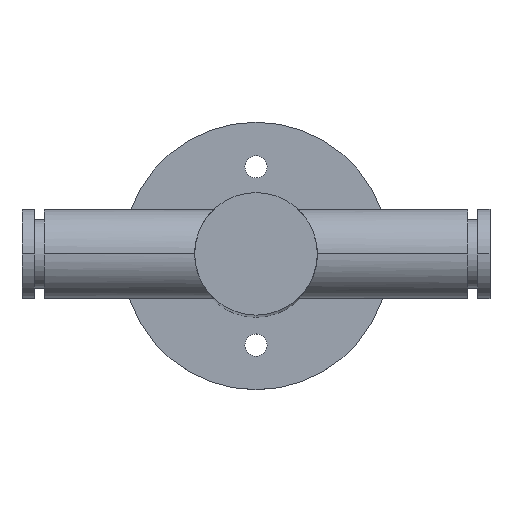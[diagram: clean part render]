
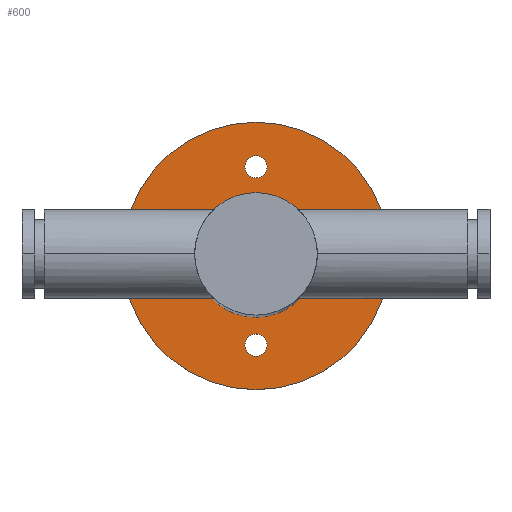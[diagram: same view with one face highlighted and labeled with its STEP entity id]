
A CAD part, top view. The second image highlights one B-rep face of the part: STEP entity #600.
In plain terms, the highlighted planar face has unit normal (0, 0, 1).
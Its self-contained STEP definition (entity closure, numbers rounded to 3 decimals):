
#59=CARTESIAN_POINT('',(0.,0.,2.));
#60=DIRECTION('',(0.,0.,1.));
#61=DIRECTION('',(1.,0.,0.));
#62=AXIS2_PLACEMENT_3D('',#59,#60,#61);
#64=CARTESIAN_POINT('',(0.,0.,2.));
#65=DIRECTION('',(0.,0.,1.));
#66=DIRECTION('',(-1.,0.,0.));
#67=AXIS2_PLACEMENT_3D('',#64,#65,#66);
#69=CARTESIAN_POINT('',(8.,0.,2.));
#70=DIRECTION('',(0.,0.,-1.));
#71=DIRECTION('',(1.,0.,0.));
#72=AXIS2_PLACEMENT_3D('',#69,#70,#71);
#74=CARTESIAN_POINT('',(8.,0.,2.));
#75=DIRECTION('',(0.,0.,-1.));
#76=DIRECTION('',(-1.,0.,0.));
#77=AXIS2_PLACEMENT_3D('',#74,#75,#76);
#79=CARTESIAN_POINT('',(-8.,0.,2.));
#80=DIRECTION('',(0.,0.,-1.));
#81=DIRECTION('',(1.,0.,0.));
#82=AXIS2_PLACEMENT_3D('',#79,#80,#81);
#84=CARTESIAN_POINT('',(-8.,0.,2.));
#85=DIRECTION('',(0.,0.,-1.));
#86=DIRECTION('',(-1.,0.,0.));
#87=AXIS2_PLACEMENT_3D('',#84,#85,#86);
#89=CARTESIAN_POINT('',(0.,8.,2.));
#90=DIRECTION('',(0.,0.,-1.));
#91=DIRECTION('',(1.,0.,0.));
#92=AXIS2_PLACEMENT_3D('',#89,#90,#91);
#94=CARTESIAN_POINT('',(0.,8.,2.));
#95=DIRECTION('',(0.,0.,-1.));
#96=DIRECTION('',(-1.,0.,0.));
#97=AXIS2_PLACEMENT_3D('',#94,#95,#96);
#99=CARTESIAN_POINT('',(0.,-8.,2.));
#100=DIRECTION('',(0.,0.,-1.));
#101=DIRECTION('',(1.,0.,0.));
#102=AXIS2_PLACEMENT_3D('',#99,#100,#101);
#104=CARTESIAN_POINT('',(0.,-8.,2.));
#105=DIRECTION('',(0.,0.,-1.));
#106=DIRECTION('',(-1.,0.,0.));
#107=AXIS2_PLACEMENT_3D('',#104,#105,#106);
#109=CARTESIAN_POINT('',(0.,0.,2.));
#110=DIRECTION('',(0.,0.,1.));
#111=DIRECTION('',(1.,0.,0.));
#112=AXIS2_PLACEMENT_3D('',#109,#110,#111);
#114=CARTESIAN_POINT('',(0.,0.,2.));
#115=DIRECTION('',(0.,0.,1.));
#116=DIRECTION('',(-1.,0.,0.));
#117=AXIS2_PLACEMENT_3D('',#114,#115,#116);
#409=CARTESIAN_POINT('',(12.,0.,2.));
#410=CARTESIAN_POINT('',(-12.,0.,2.));
#411=VERTEX_POINT('',#409);
#412=VERTEX_POINT('',#410);
#417=CARTESIAN_POINT('',(5.5,0.,2.));
#418=CARTESIAN_POINT('',(-5.5,0.,2.));
#419=VERTEX_POINT('',#417);
#420=VERTEX_POINT('',#418);
#481=CARTESIAN_POINT('',(9.,0.,2.));
#482=CARTESIAN_POINT('',(7.,0.,2.));
#483=VERTEX_POINT('',#481);
#484=VERTEX_POINT('',#482);
#485=CARTESIAN_POINT('',(-7.,0.,2.));
#486=CARTESIAN_POINT('',(-9.,0.,2.));
#487=VERTEX_POINT('',#485);
#488=VERTEX_POINT('',#486);
#489=CARTESIAN_POINT('',(1.,8.,2.));
#490=CARTESIAN_POINT('',(-1.,8.,2.));
#491=VERTEX_POINT('',#489);
#492=VERTEX_POINT('',#490);
#493=CARTESIAN_POINT('',(1.,-8.,2.));
#494=CARTESIAN_POINT('',(-1.,-8.,2.));
#495=VERTEX_POINT('',#493);
#496=VERTEX_POINT('',#494);
#561=CARTESIAN_POINT('',(0.,0.,2.));
#562=DIRECTION('',(0.,0.,1.));
#563=DIRECTION('',(1.,0.,0.));
#564=AXIS2_PLACEMENT_3D('',#561,#562,#563);
#565=PLANE('',#564);
#566=ORIENTED_EDGE('',*,*,#541,.F.);
#567=ORIENTED_EDGE('',*,*,#555,.F.);
#568=EDGE_LOOP('',(#566,#567));
#569=FACE_OUTER_BOUND('',#568,.F.);
#571=ORIENTED_EDGE('',*,*,#570,.F.);
#573=ORIENTED_EDGE('',*,*,#572,.F.);
#574=EDGE_LOOP('',(#571,#573));
#575=FACE_BOUND('',#574,.F.);
#577=ORIENTED_EDGE('',*,*,#576,.F.);
#579=ORIENTED_EDGE('',*,*,#578,.F.);
#580=EDGE_LOOP('',(#577,#579));
#581=FACE_BOUND('',#580,.F.);
#583=ORIENTED_EDGE('',*,*,#582,.F.);
#585=ORIENTED_EDGE('',*,*,#584,.F.);
#586=EDGE_LOOP('',(#583,#585));
#587=FACE_BOUND('',#586,.F.);
#589=ORIENTED_EDGE('',*,*,#588,.F.);
#591=ORIENTED_EDGE('',*,*,#590,.F.);
#592=EDGE_LOOP('',(#589,#591));
#593=FACE_BOUND('',#592,.F.);
#595=ORIENTED_EDGE('',*,*,#594,.T.);
#597=ORIENTED_EDGE('',*,*,#596,.T.);
#598=EDGE_LOOP('',(#595,#597));
#599=FACE_BOUND('',#598,.F.);
#600=ADVANCED_FACE('',(#569,#575,#581,#587,#593,#599),#565,.T.);
#63=CIRCLE('',#62,12.);
#68=CIRCLE('',#67,12.);
#73=CIRCLE('',#72,1.);
#78=CIRCLE('',#77,1.);
#83=CIRCLE('',#82,1.);
#88=CIRCLE('',#87,1.);
#93=CIRCLE('',#92,1.);
#98=CIRCLE('',#97,1.);
#103=CIRCLE('',#102,1.);
#108=CIRCLE('',#107,1.);
#113=CIRCLE('',#112,5.5);
#118=CIRCLE('',#117,5.5);
#541=EDGE_CURVE('',#411,#412,#63,.T.);
#555=EDGE_CURVE('',#412,#411,#68,.T.);
#570=EDGE_CURVE('',#483,#484,#73,.T.);
#572=EDGE_CURVE('',#484,#483,#78,.T.);
#576=EDGE_CURVE('',#487,#488,#83,.T.);
#578=EDGE_CURVE('',#488,#487,#88,.T.);
#582=EDGE_CURVE('',#491,#492,#93,.T.);
#584=EDGE_CURVE('',#492,#491,#98,.T.);
#588=EDGE_CURVE('',#495,#496,#103,.T.);
#590=EDGE_CURVE('',#496,#495,#108,.T.);
#594=EDGE_CURVE('',#419,#420,#113,.T.);
#596=EDGE_CURVE('',#420,#419,#118,.T.);
